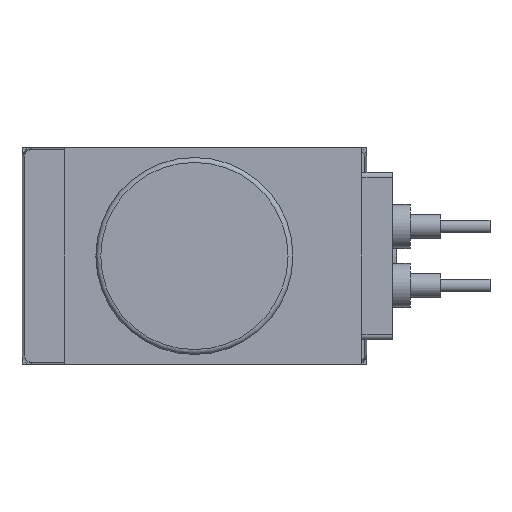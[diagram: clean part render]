
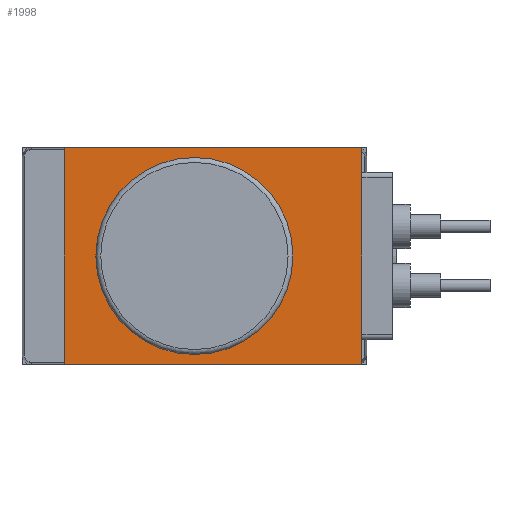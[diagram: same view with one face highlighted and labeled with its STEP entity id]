
A CAD part, front view. The second image highlights one B-rep face of the part: STEP entity #1998.
In plain terms, the highlighted face is planar.
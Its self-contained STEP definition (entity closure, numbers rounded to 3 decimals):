
#104=CIRCLE('',#2424,10.);
#235=ORIENTED_EDGE('',*,*,#766,.T.);
#236=ORIENTED_EDGE('',*,*,#757,.T.);
#237=ORIENTED_EDGE('',*,*,#765,.T.);
#238=ORIENTED_EDGE('',*,*,#759,.T.);
#239=ORIENTED_EDGE('',*,*,#743,.T.);
#743=EDGE_CURVE('',#1013,#1012,#1205,.T.);
#757=EDGE_CURVE('',#1012,#1025,#1215,.T.);
#759=EDGE_CURVE('',#1027,#1013,#1217,.T.);
#765=EDGE_CURVE('',#1025,#1027,#1223,.T.);
#766=EDGE_CURVE('',#1030,#1030,#104,.T.);
#1012=VERTEX_POINT('',#3315);
#1013=VERTEX_POINT('',#3317);
#1025=VERTEX_POINT('',#3343);
#1027=VERTEX_POINT('',#3349);
#1030=VERTEX_POINT('',#3362);
#1205=LINE('',#3316,#1369);
#1215=LINE('',#3344,#1379);
#1217=LINE('',#3348,#1381);
#1223=LINE('',#3359,#1387);
#1369=VECTOR('',#2663,1000.);
#1379=VECTOR('',#2683,1000.);
#1381=VECTOR('',#2687,1000.);
#1387=VECTOR('',#2697,1000.);
#1537=EDGE_LOOP('',(#235));
#1538=EDGE_LOOP('',(#236,#237,#238,#239));
#1727=FACE_BOUND('',#1537,.T.);
#1728=FACE_BOUND('',#1538,.T.);
#1916=PLANE('',#2423);
#1998=ADVANCED_FACE('',(#1727,#1728),#1916,.T.);
#2423=AXIS2_PLACEMENT_3D('',#3360,#2698,#2699);
#2424=AXIS2_PLACEMENT_3D('',#3361,#2700,#2701);
#2663=DIRECTION('',(0.,0.,-1.));
#2683=DIRECTION('',(-1.,0.,0.));
#2687=DIRECTION('',(1.,0.,0.));
#2697=DIRECTION('',(0.,0.,1.));
#2698=DIRECTION('',(0.,1.,0.));
#2699=DIRECTION('',(0.,0.,1.));
#2700=DIRECTION('',(0.,-1.,0.));
#2701=DIRECTION('',(0.,0.,-1.));
#3315=CARTESIAN_POINT('',(15.1,30.,-11.));
#3316=CARTESIAN_POINT('',(15.1,30.,11.));
#3317=CARTESIAN_POINT('',(15.1,30.,11.));
#3343=CARTESIAN_POINT('',(-15.1,30.,-11.));
#3344=CARTESIAN_POINT('',(15.1,30.,-11.));
#3348=CARTESIAN_POINT('',(-15.1,30.,11.));
#3349=CARTESIAN_POINT('',(-15.1,30.,11.));
#3359=CARTESIAN_POINT('',(-15.1,30.,-11.));
#3360=CARTESIAN_POINT('',(0.,30.,0.));
#3361=CARTESIAN_POINT('',(-1.9,30.,0.));
#3362=CARTESIAN_POINT('',(-1.9,30.,-10.));
